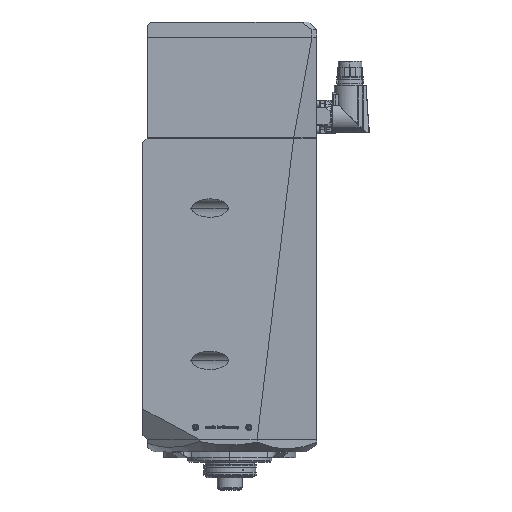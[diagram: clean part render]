
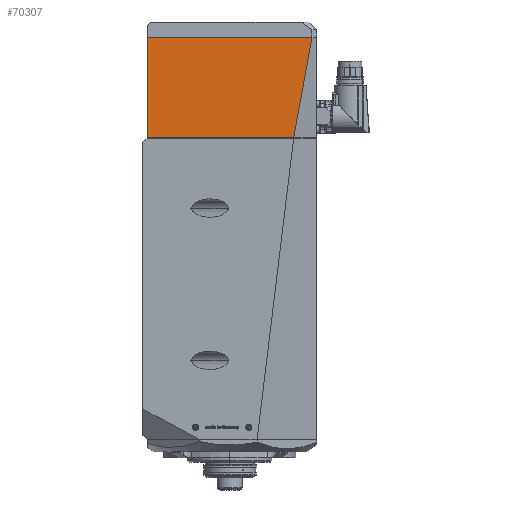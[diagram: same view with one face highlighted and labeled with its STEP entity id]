
A CAD part, left-side view. The second image highlights one B-rep face of the part: STEP entity #70307.
In plain terms, the highlighted planar face has unit normal (-1, 0, 0).
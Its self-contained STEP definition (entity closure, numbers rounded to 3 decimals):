
#4594 = AXIS2_PLACEMENT_3D ( 'NONE', #116257, #259557, #189482 ) ;
#8707 = ORIENTED_EDGE ( 'NONE', *, *, #236645, .T. ) ;
#22208 = LINE ( 'NONE', #90789, #189047 ) ;
#36465 = ORIENTED_EDGE ( 'NONE', *, *, #154685, .T. ) ;
#37380 = EDGE_LOOP ( 'NONE', ( #36465, #192938, #69138, #8707 ) ) ;
#48923 = LINE ( 'NONE', #141899, #58990 ) ;
#58990 = VECTOR ( 'NONE', #119030, 1000. ) ;
#64153 = DIRECTION ( 'NONE',  ( 0., -0.178, 0.984 ) ) ;
#69138 = ORIENTED_EDGE ( 'NONE', *, *, #111851, .T. ) ;
#69901 = VERTEX_POINT ( 'NONE', #197232 ) ;
#70307 = ADVANCED_FACE ( 'NONE', ( #247554 ), #271969, .F. ) ;
#84263 = VECTOR ( 'NONE', #64153, 1000. ) ;
#87772 = DIRECTION ( 'NONE',  ( 0., -1., 0. ) ) ;
#90789 = CARTESIAN_POINT ( 'NONE',  ( -57., -57., 289.15 ) ) ;
#107947 = VECTOR ( 'NONE', #243177, 1000. ) ;
#111851 = EDGE_CURVE ( 'NONE', #143003, #151883, #148693, .T. ) ;
#116257 = CARTESIAN_POINT ( 'NONE',  ( -57., 54., 251. ) ) ;
#118611 = CARTESIAN_POINT ( 'NONE',  ( -57., -54., 289.15 ) ) ;
#119030 = DIRECTION ( 'NONE',  ( 0., -1., 0. ) ) ;
#141899 = CARTESIAN_POINT ( 'NONE',  ( -57., 54., 223. ) ) ;
#143003 = VERTEX_POINT ( 'NONE', #291665 ) ;
#148693 = LINE ( 'NONE', #223291, #107947 ) ;
#151883 = VERTEX_POINT ( 'NONE', #289487 ) ;
#154685 = EDGE_CURVE ( 'NONE', #69901, #248117, #273038, .T. ) ;
#162082 = EDGE_CURVE ( 'NONE', #143003, #248117, #22208, .T. ) ;
#189047 = VECTOR ( 'NONE', #87772, 1000. ) ;
#189482 = DIRECTION ( 'NONE',  ( 0., 1., 0. ) ) ;
#192938 = ORIENTED_EDGE ( 'NONE', *, *, #162082, .F. ) ;
#197232 = CARTESIAN_POINT ( 'NONE',  ( -57., -42., 223. ) ) ;
#221236 = CARTESIAN_POINT ( 'NONE',  ( -57., -41.819, 222. ) ) ;
#223291 = CARTESIAN_POINT ( 'NONE',  ( -57., 54., 251. ) ) ;
#236645 = EDGE_CURVE ( 'NONE', #151883, #69901, #48923, .T. ) ;
#243177 = DIRECTION ( 'NONE',  ( 0., 0., -1. ) ) ;
#247554 = FACE_OUTER_BOUND ( 'NONE', #37380, .T. ) ;
#248117 = VERTEX_POINT ( 'NONE', #118611 ) ;
#259557 = DIRECTION ( 'NONE',  ( 1., 0., 0. ) ) ;
#271969 = PLANE ( 'NONE',  #4594 ) ;
#273038 = LINE ( 'NONE', #221236, #84263 ) ;
#289487 = CARTESIAN_POINT ( 'NONE',  ( -57., 54., 223. ) ) ;
#291665 = CARTESIAN_POINT ( 'NONE',  ( -57., 54., 289.15 ) ) ;
